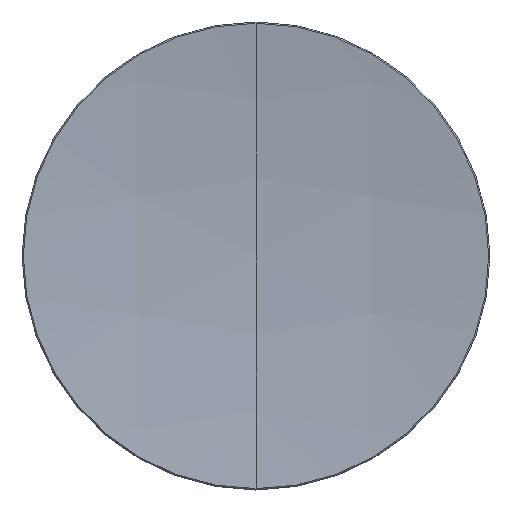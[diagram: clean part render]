
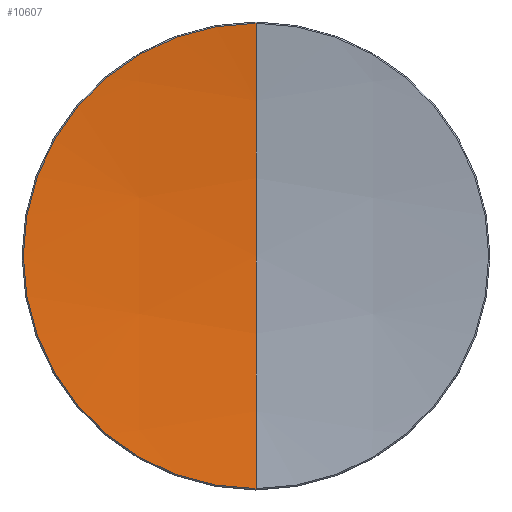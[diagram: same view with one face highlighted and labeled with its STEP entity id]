
A CAD part, top view. The second image highlights one B-rep face of the part: STEP entity #10607.
In plain terms, the highlighted spherical face has radius 300 mm.
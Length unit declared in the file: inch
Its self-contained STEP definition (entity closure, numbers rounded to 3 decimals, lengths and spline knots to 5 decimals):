
#2848 = DIRECTION ( 'NONE',  ( 0., 0., 1. ) ) ;
#2849 = DIRECTION ( 'NONE',  ( -1., 0., 0. ) ) ;
#2850 = CARTESIAN_POINT ( 'NONE',  ( 0., 0., 12.04724 ) ) ;
#2851 = AXIS2_PLACEMENT_3D ( 'NONE', #2850, #2849, #2848 ) ;
#2852 = CIRCLE ( 'NONE', #2851, 11.81102 ) ;
#2898 = DIRECTION ( 'NONE',  ( 1., 0., 0. ) ) ;
#2899 = DIRECTION ( 'NONE',  ( 0., 0., 1. ) ) ;
#2900 = CARTESIAN_POINT ( 'NONE',  ( 0., 0., 0.32788 ) ) ;
#2913 = CIRCLE ( 'NONE', #3008, 1.46856 ) ;
#2962 = CIRCLE ( 'NONE', #2968, 11.81102 ) ;
#2963 = CARTESIAN_POINT ( 'NONE',  ( 0., 0., 0.23622 ) ) ;
#2965 = DIRECTION ( 'NONE',  ( 0., 1., 0. ) ) ;
#2966 = DIRECTION ( 'NONE',  ( 1., 0., 0. ) ) ;
#2967 = CARTESIAN_POINT ( 'NONE',  ( 0., 0., 12.04724 ) ) ;
#2968 = AXIS2_PLACEMENT_3D ( 'NONE', #2967, #2966, #2965 ) ;
#2976 = CARTESIAN_POINT ( 'NONE',  ( 0., 1.46856, 0.32788 ) ) ;
#3008 = AXIS2_PLACEMENT_3D ( 'NONE', #2900, #2899, #2898 ) ;
#3379 = FACE_OUTER_BOUND ( 'NONE', #10603, .T. ) ;
#3783 = CARTESIAN_POINT ( 'NONE',  ( 0., -1.46856, 0.32788 ) ) ;
#3802 = SPHERICAL_SURFACE ( 'NONE', #3856, 11.81102 ) ;
#3853 = DIRECTION ( 'NONE',  ( 0., 1., 0. ) ) ;
#3854 = DIRECTION ( 'NONE',  ( 1., 0., 0. ) ) ;
#3855 = CARTESIAN_POINT ( 'NONE',  ( 0., 0., 12.04724 ) ) ;
#3856 = AXIS2_PLACEMENT_3D ( 'NONE', #3855, #3854, #3853 ) ;
#4995 = CARTESIAN_POINT ( 'NONE',  ( -1.46856, 0., 0.32788 ) ) ;
#4996 = DIRECTION ( 'NONE',  ( 1., 0., 0. ) ) ;
#4997 = AXIS2_PLACEMENT_3D ( 'NONE', #5027, #5023, #4996 ) ;
#4998 = CIRCLE ( 'NONE', #4997, 1.46856 ) ;
#5023 = DIRECTION ( 'NONE',  ( 0., 0., 1. ) ) ;
#5027 = CARTESIAN_POINT ( 'NONE',  ( 0., 0., 0.32788 ) ) ;
#10505 = VERTEX_POINT ( 'NONE', #2976 ) ;
#10509 = ORIENTED_EDGE ( 'NONE', *, *, #10510, .T. ) ;
#10510 = EDGE_CURVE ( 'NONE', #10591, #10609, #2913, .T. ) ;
#10520 = ORIENTED_EDGE ( 'NONE', *, *, #10521, .T. ) ;
#10521 = EDGE_CURVE ( 'NONE', #10609, #10523, #2962, .T. ) ;
#10523 = VERTEX_POINT ( 'NONE', #2963 ) ;
#10544 = EDGE_CURVE ( 'NONE', #10505, #10523, #2852, .T. ) ;
#10547 = ORIENTED_EDGE ( 'NONE', *, *, #10544, .F. ) ;
#10585 = EDGE_CURVE ( 'NONE', #10505, #10591, #4998, .T. ) ;
#10591 = VERTEX_POINT ( 'NONE', #4995 ) ;
#10603 = EDGE_LOOP ( 'NONE', ( #10608, #10509, #10520, #10547 ) ) ;
#10607 = ADVANCED_FACE ( 'NONE', ( #3379 ), #3802, .F. ) ;
#10608 = ORIENTED_EDGE ( 'NONE', *, *, #10585, .T. ) ;
#10609 = VERTEX_POINT ( 'NONE', #3783 ) ;
